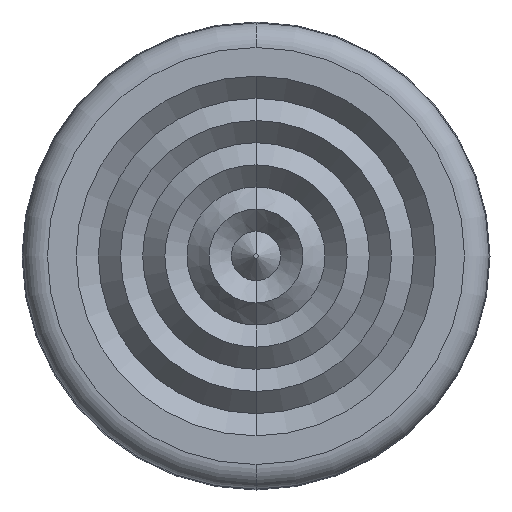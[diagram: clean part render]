
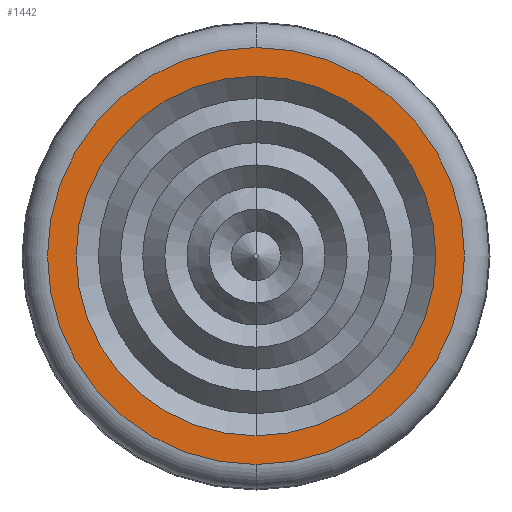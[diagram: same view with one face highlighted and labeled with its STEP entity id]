
A CAD part, front view. The second image highlights one B-rep face of the part: STEP entity #1442.
In plain terms, the highlighted planar face has unit normal (0, -1, 0).
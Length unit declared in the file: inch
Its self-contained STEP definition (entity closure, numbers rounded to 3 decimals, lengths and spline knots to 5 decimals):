
#52 = CARTESIAN_POINT ( 'NONE',  ( 0., -0.03, 0.073 ) ) ;
#55 = CIRCLE ( 'NONE', #3629, 0.073 ) ;
#127 = FACE_OUTER_BOUND ( 'NONE', #3675, .T. ) ;
#214 = DIRECTION ( 'NONE',  ( 0., 0., 1. ) ) ;
#393 = EDGE_CURVE ( 'NONE', #1303, #1035, #55, .T. ) ;
#509 = VERTEX_POINT ( 'NONE', #1971 ) ;
#564 = EDGE_CURVE ( 'NONE', #1035, #1303, #733, .T. ) ;
#574 = DIRECTION ( 'NONE',  ( 0., 1., 0. ) ) ;
#733 = CIRCLE ( 'NONE', #2393, 0.073 ) ;
#740 = CARTESIAN_POINT ( 'NONE',  ( 0., -0.03, 0. ) ) ;
#756 = DIRECTION ( 'NONE',  ( 0., -1., 0. ) ) ;
#820 = CARTESIAN_POINT ( 'NONE',  ( 0., -0.03, -0.073 ) ) ;
#921 = CARTESIAN_POINT ( 'NONE',  ( 0., -0.03, 0. ) ) ;
#951 = CARTESIAN_POINT ( 'NONE',  ( 0., -0.03, -0.08465 ) ) ;
#1012 = DIRECTION ( 'NONE',  ( 0., 0., -1. ) ) ;
#1035 = VERTEX_POINT ( 'NONE', #820 ) ;
#1093 = ORIENTED_EDGE ( 'NONE', *, *, #393, .T. ) ;
#1095 = ORIENTED_EDGE ( 'NONE', *, *, #564, .T. ) ;
#1245 = ORIENTED_EDGE ( 'NONE', *, *, #1657, .T. ) ;
#1247 = ORIENTED_EDGE ( 'NONE', *, *, #1912, .T. ) ;
#1285 = AXIS2_PLACEMENT_3D ( 'NONE', #740, #756, #1012 ) ;
#1303 = VERTEX_POINT ( 'NONE', #52 ) ;
#1442 = ADVANCED_FACE ( 'NONE', ( #127, #3143 ), #3348, .T. ) ;
#1657 = EDGE_CURVE ( 'NONE', #509, #2665, #3452, .T. ) ;
#1742 = AXIS2_PLACEMENT_3D ( 'NONE', #3547, #3541, #1788 ) ;
#1788 = DIRECTION ( 'NONE',  ( 0., 0., -1. ) ) ;
#1911 = EDGE_LOOP ( 'NONE', ( #1095, #1093 ) ) ;
#1912 = EDGE_CURVE ( 'NONE', #2665, #509, #3781, .T. ) ;
#1958 = AXIS2_PLACEMENT_3D ( 'NONE', #921, #3310, #3276 ) ;
#1971 = CARTESIAN_POINT ( 'NONE',  ( 0., -0.03, 0.08465 ) ) ;
#2371 = DIRECTION ( 'NONE',  ( 0., 0., 1. ) ) ;
#2377 = DIRECTION ( 'NONE',  ( 0., 1., 0. ) ) ;
#2384 = CARTESIAN_POINT ( 'NONE',  ( 0., -0.03, 0. ) ) ;
#2393 = AXIS2_PLACEMENT_3D ( 'NONE', #3524, #574, #214 ) ;
#2665 = VERTEX_POINT ( 'NONE', #951 ) ;
#3143 = FACE_BOUND ( 'NONE', #1911, .T. ) ;
#3276 = DIRECTION ( 'NONE',  ( 0., 0., -1. ) ) ;
#3310 = DIRECTION ( 'NONE',  ( 0., -1., 0. ) ) ;
#3348 = PLANE ( 'NONE',  #1958 ) ;
#3452 = CIRCLE ( 'NONE', #1742, 0.08465 ) ;
#3524 = CARTESIAN_POINT ( 'NONE',  ( 0., -0.03, 0. ) ) ;
#3541 = DIRECTION ( 'NONE',  ( 0., -1., 0. ) ) ;
#3547 = CARTESIAN_POINT ( 'NONE',  ( 0., -0.03, 0. ) ) ;
#3629 = AXIS2_PLACEMENT_3D ( 'NONE', #2384, #2377, #2371 ) ;
#3675 = EDGE_LOOP ( 'NONE', ( #1247, #1245 ) ) ;
#3781 = CIRCLE ( 'NONE', #1285, 0.08465 ) ;
